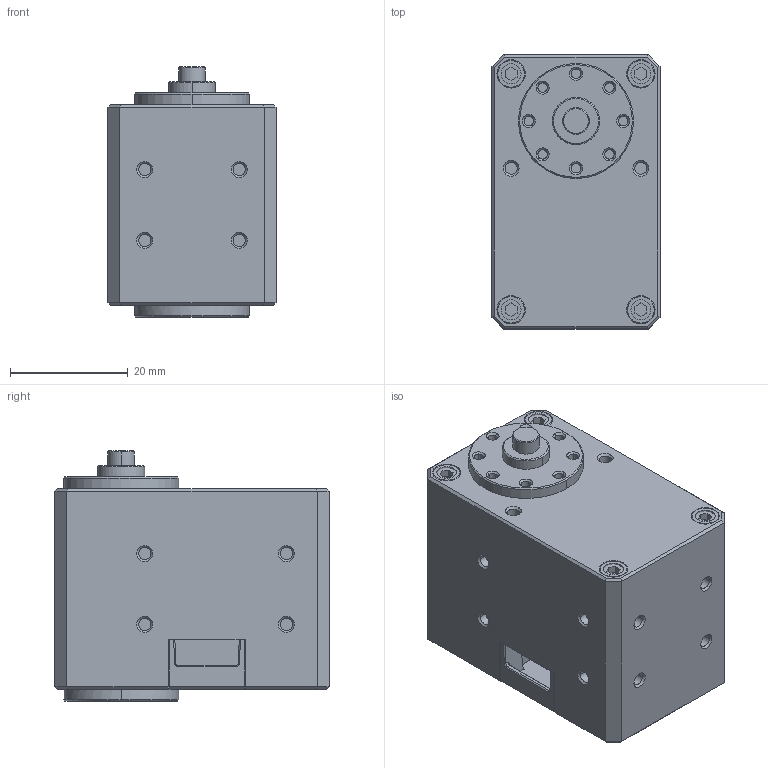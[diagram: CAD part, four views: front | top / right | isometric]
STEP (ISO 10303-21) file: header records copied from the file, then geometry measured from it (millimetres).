
FILE_DESCRIPTION (( 'STEP AP214' ), '1' );
FILE_NAME ('XM,H-430_idler (2).stp', '2023-09-30T18:32:19', ( '' ), ( '' ), 'SwSTEP 2.0', 'SolidWorks 2023', '' );
FILE_SCHEMA (( 'AUTOMOTIVE_DESIGN' ));
Length unit declared in the file: millimetre
Products named in the file (6): XM,H-430_idler (2).stp; DUMMY_DC12.stp; DC12_A01_CVR_CABLE_5.stp; XM,H-430_idler (2); WBH_M2_5X12.stp; DC12_A01_SPACER_RING_1.stp
Assembly tree (19 placements, depth 3):
  XM,H-430_idler (2)
    XM,H-430_idler (2).stp
      DUMMY_DC12.stp
      WBH_M2_5X12.stp  x8
      DC12_A01_SPACER_RING_1.stp  x8
      DC12_A01_CVR_CABLE_5.stp
Bounding box: 28.5 x 46.5 x 42.4 mm (x, y, z)
Volume: 44879.7 mm3; surface area: 12737.2 mm2
Topology: 18 solids, 18 shells, 787 faces, 1877 edges, 1168 vertices
Faces by surface type: plane 318, cone 244, cylinder 219, torus 4, bspline 2
Entity records: 14620 total; most frequent: DIRECTION 2618, CARTESIAN_POINT 2615, ORIENTED_EDGE 2314, EDGE_CURVE 1157, AXIS2_PLACEMENT_3D 955, VERTEX_POINT 720, VECTOR 708, LINE 708
